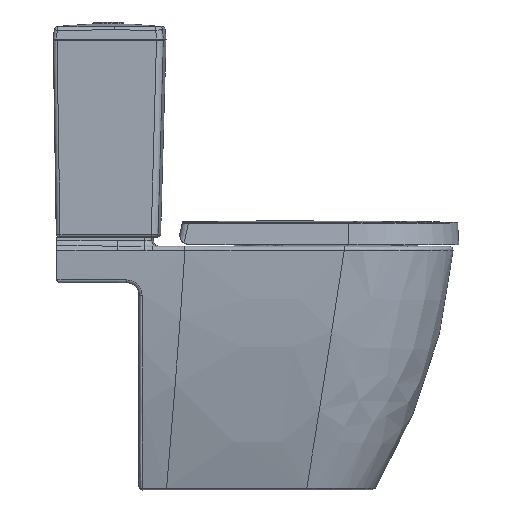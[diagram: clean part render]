
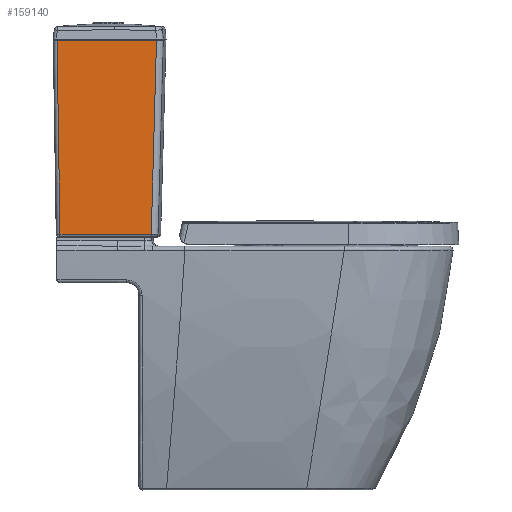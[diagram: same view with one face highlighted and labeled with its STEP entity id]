
A CAD part, front view. The second image highlights one B-rep face of the part: STEP entity #159140.
In plain terms, the highlighted face is planar.
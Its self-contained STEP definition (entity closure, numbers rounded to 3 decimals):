
#157535=CARTESIAN_POINT('',(190.076,149.682,4.923));
#157536=VERTEX_POINT('',#157535);
#157567=CARTESIAN_POINT('',(190.076,-0.076,4.923));
#157568=VERTEX_POINT('',#157567);
#157569=CARTESIAN_POINT('',(190.076,-0.076,4.923));
#157570=DIRECTION('',(0.0,1.0,0.0));
#157571=VECTOR('',#157570,149.758);
#157572=LINE('',#157569,#157571);
#157573=EDGE_CURVE('',#157568,#157536,#157572,.T.);
#159065=CARTESIAN_POINT('',(194.955,158.229,322.045));
#159066=VERTEX_POINT('',#159065);
#159067=CARTESIAN_POINT('',(194.955,158.229,322.045));
#159068=CARTESIAN_POINT('',(194.522,157.472,293.908));
#159069=CARTESIAN_POINT('',(194.098,156.729,266.369));
#159070=CARTESIAN_POINT('',(193.666,155.973,238.315));
#159071=CARTESIAN_POINT('',(193.397,155.502,220.822));
#159072=CARTESIAN_POINT('',(193.125,155.024,203.102));
#159073=CARTESIAN_POINT('',(192.849,154.54,185.16));
#159074=CARTESIAN_POINT('',(192.553,154.023,165.962));
#159075=CARTESIAN_POINT('',(192.255,153.499,146.565));
#159076=CARTESIAN_POINT('',(191.961,152.984,127.455));
#159077=CARTESIAN_POINT('',(191.636,152.415,106.338));
#159078=CARTESIAN_POINT('',(191.316,151.855,85.568));
#159079=CARTESIAN_POINT('',(190.999,151.299,64.956));
#159080=CARTESIAN_POINT('',(190.692,150.761,44.969));
#159081=CARTESIAN_POINT('',(190.386,150.225,25.081));
#159082=CARTESIAN_POINT('',(190.076,149.682,4.923));
#159083=B_SPLINE_CURVE_WITH_KNOTS('',3,(#159067,#159068,#159069,#159070,#159071,#159072,#159073,#159074,#159075,#159076,#159077,#159078,#159079,#159080,#159081,#159082),.UNSPECIFIED.,.F.,.U.,(4,3,3,3,3,4),(98.516,183.284,236.139,292.692,355.186,415.79),.UNSPECIFIED.);
#159084=EDGE_CURVE('',#159066,#157536,#159083,.T.);
#159106=CARTESIAN_POINT('',(192.5,79.437,162.5));
#159107=DIRECTION('',(-1.,0.,0.015));
#159108=DIRECTION('',(0.015,0.0,1.));
#159109=AXIS2_PLACEMENT_3D('',#159106,#159107,#159108);
#159110=PLANE('',#159109);
#159111=CARTESIAN_POINT('',(194.955,0.059,322.045));
#159112=VERTEX_POINT('',#159111);
#159113=CARTESIAN_POINT('',(194.955,158.229,322.045));
#159114=DIRECTION('',(0.,-1.0,0.));
#159115=VECTOR('',#159114,158.17);
#159116=LINE('',#159113,#159115);
#159117=EDGE_CURVE('',#159066,#159112,#159116,.T.);
#159118=ORIENTED_EDGE('',*,*,#159117,.T.);
#159119=CARTESIAN_POINT('',(194.955,-4.955,322.046));
#159120=VERTEX_POINT('',#159119);
#159121=CARTESIAN_POINT('',(194.955,0.059,322.046));
#159122=CARTESIAN_POINT('',(194.955,-0.109,322.046));
#159123=CARTESIAN_POINT('',(194.955,-1.451,322.046));
#159124=CARTESIAN_POINT('',(194.955,-3.637,322.045));
#159125=CARTESIAN_POINT('',(194.955,-4.159,322.045));
#159126=CARTESIAN_POINT('',(194.955,-4.955,322.046));
#159127=B_SPLINE_CURVE_WITH_KNOTS('',3,(#159121,#159122,#159123,#159124,#159125,#159126),.UNSPECIFIED.,.F.,.U.,(4,2,4),(0.,0.05,0.11),.UNSPECIFIED.);
#159128=EDGE_CURVE('',#159112,#159120,#159127,.T.);
#159129=ORIENTED_EDGE('',*,*,#159128,.T.);
#159130=CARTESIAN_POINT('',(194.955,-4.955,322.046));
#159131=DIRECTION('',(-0.015,0.015,-1.));
#159132=VECTOR('',#159131,317.197);
#159133=LINE('',#159130,#159132);
#159134=EDGE_CURVE('',#159120,#157568,#159133,.T.);
#159135=ORIENTED_EDGE('',*,*,#159134,.T.);
#159136=ORIENTED_EDGE('',*,*,#157573,.T.);
#159137=ORIENTED_EDGE('',*,*,#159084,.F.);
#159138=EDGE_LOOP('',(#159118,#159129,#159135,#159136,#159137));
#159139=FACE_OUTER_BOUND('',#159138,.T.);
#159140=ADVANCED_FACE('',(#159139),#159110,.F.);
